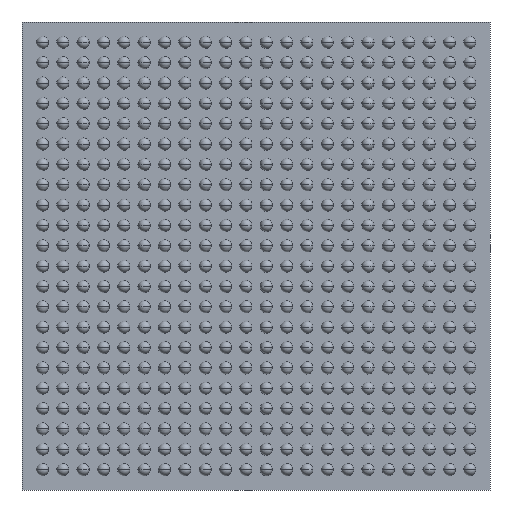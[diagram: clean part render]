
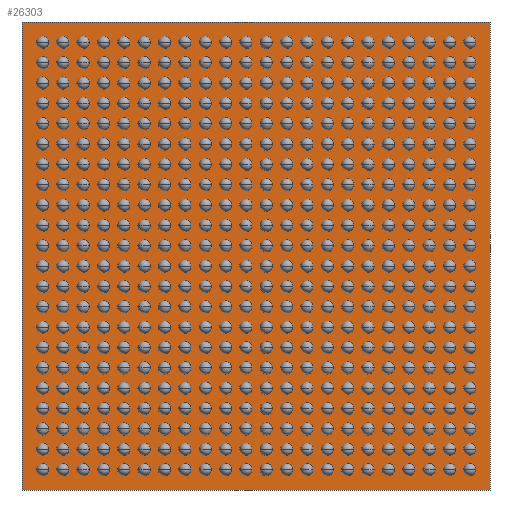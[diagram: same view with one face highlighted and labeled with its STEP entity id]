
A CAD part, front view. The second image highlights one B-rep face of the part: STEP entity #26303.
In plain terms, the highlighted planar face has unit normal (0, -1, 0).
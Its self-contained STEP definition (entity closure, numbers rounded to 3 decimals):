
#26156 = CARTESIAN_POINT ( 'NONE',  ( 11.5, 0.48, 11.5 ) ) ;
#26157 = VERTEX_POINT ( 'NONE', #26156 ) ;
#26158 = CARTESIAN_POINT ( 'NONE',  ( 11.5, 0.48, -11.5 ) ) ;
#26159 = VERTEX_POINT ( 'NONE', #26158 ) ;
#26160 = CARTESIAN_POINT ( 'NONE',  ( 11.5, 0.48, 11.5 ) ) ;
#26161 = DIRECTION ( 'NONE',  ( 0., 0., -1. ) ) ;
#26162 = VECTOR ( 'NONE', #26161, 1000. ) ;
#26163 = LINE ( 'NONE', #26160, #26162 ) ;
#26164 = EDGE_CURVE ( 'NONE', #26157, #26159, #26163, .T. ) ;
#26196 = CARTESIAN_POINT ( 'NONE',  ( -11.5, 0.48, -11.5 ) ) ;
#26197 = VERTEX_POINT ( 'NONE', #26196 ) ;
#26198 = CARTESIAN_POINT ( 'NONE',  ( -11.5, 0.48, -11.5 ) ) ;
#26199 = DIRECTION ( 'NONE',  ( -1., 0., 0. ) ) ;
#26200 = VECTOR ( 'NONE', #26199, 1000. ) ;
#26201 = LINE ( 'NONE', #26198, #26200 ) ;
#26202 = EDGE_CURVE ( 'NONE', #26159, #26197, #26201, .T. ) ;
#26227 = CARTESIAN_POINT ( 'NONE',  ( -11.5, 0.48, 11.5 ) ) ;
#26228 = VERTEX_POINT ( 'NONE', #26227 ) ;
#26229 = CARTESIAN_POINT ( 'NONE',  ( -11.5, 0.48, 11.5 ) ) ;
#26230 = DIRECTION ( 'NONE',  ( 0., 0., 1. ) ) ;
#26231 = VECTOR ( 'NONE', #26230, 1000. ) ;
#26232 = LINE ( 'NONE', #26229, #26231 ) ;
#26233 = EDGE_CURVE ( 'NONE', #26197, #26228, #26232, .T. ) ;
#26258 = CARTESIAN_POINT ( 'NONE',  ( -11.5, 0.48, 11.5 ) ) ;
#26259 = DIRECTION ( 'NONE',  ( 1., 0., 0. ) ) ;
#26260 = VECTOR ( 'NONE', #26259, 1000. ) ;
#26261 = LINE ( 'NONE', #26258, #26260 ) ;
#26262 = EDGE_CURVE ( 'NONE', #26228, #26157, #26261, .T. ) ;
#26292 = ORIENTED_EDGE ( 'NONE', *, *, #26164, .F. ) ;
#26293 = ORIENTED_EDGE ( 'NONE', *, *, #26262, .F. ) ;
#26294 = ORIENTED_EDGE ( 'NONE', *, *, #26233, .F. ) ;
#26295 = ORIENTED_EDGE ( 'NONE', *, *, #26202, .F. ) ;
#26296 = EDGE_LOOP ( 'NONE', ( #26292, #26293, #26294, #26295 ) ) ;
#26297 = FACE_OUTER_BOUND ( 'NONE', #26296, .T. ) ;
#26298 = CARTESIAN_POINT ( 'NONE',  ( 0., 0.48, 0. ) ) ;
#26299 = DIRECTION ( 'NONE',  ( 0., -1., 0. ) ) ;
#26300 = DIRECTION ( 'NONE',  ( 0., 0., -1. ) ) ;
#26301 = AXIS2_PLACEMENT_3D ( 'NONE', #26298, #26299, #26300 ) ;
#26302 = PLANE ( 'NONE', #26301 ) ;
#26303 = ADVANCED_FACE ( 'NONE', ( #26297 ), #26302, .T. ) ;
